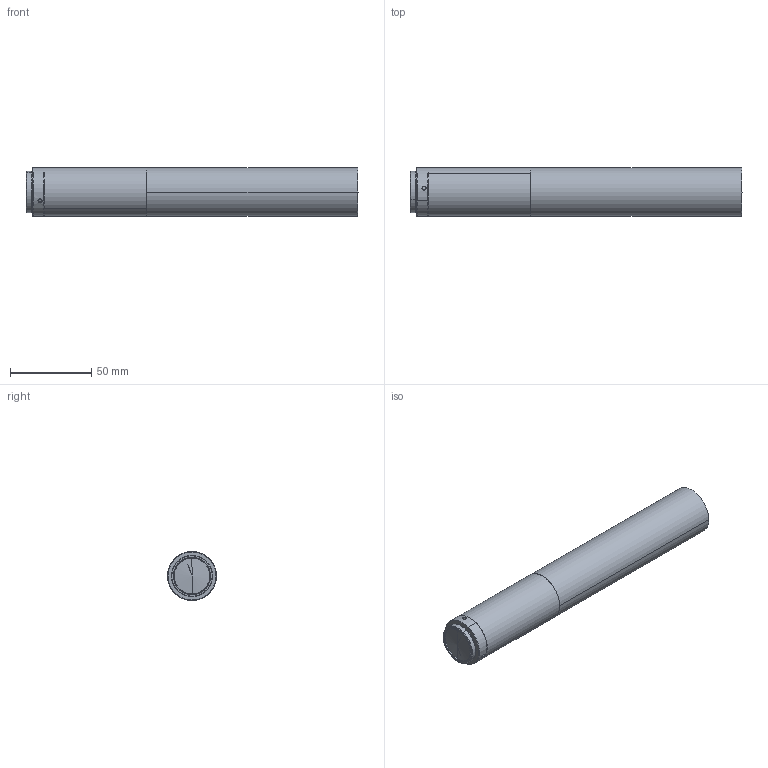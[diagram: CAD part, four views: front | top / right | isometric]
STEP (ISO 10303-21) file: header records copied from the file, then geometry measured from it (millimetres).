
FILE_DESCRIPTION (( 'STEP AP203' ), '1' );
FILE_NAME ('WH06-220A-110.STEP', '2019-08-13T13:03:35', ( '' ), ( '' ), 'SwSTEP 2.0', 'SolidWorks 2017', '' );
FILE_SCHEMA (( 'CONFIG_CONTROL_DESIGN' ));
Length unit declared in the file: millimetre
Products named in the file (1): WH06-220A-110
Bounding box: 204.17 x 30 x 30 mm (x, y, z)
Volume: 142943.3 mm3; surface area: 20882.8 mm2
Topology: 1 solids, 1 shells, 49 faces, 106 edges, 66 vertices
Faces by surface type: cylinder 24, cone 17, plane 8
Entity records: 1591 total; most frequent: CARTESIAN_POINT 436, DIRECTION 242, ORIENTED_EDGE 204, EDGE_CURVE 102, AXIS2_PLACEMENT_3D 102, VERTEX_POINT 66, EDGE_LOOP 60, CIRCLE 52
